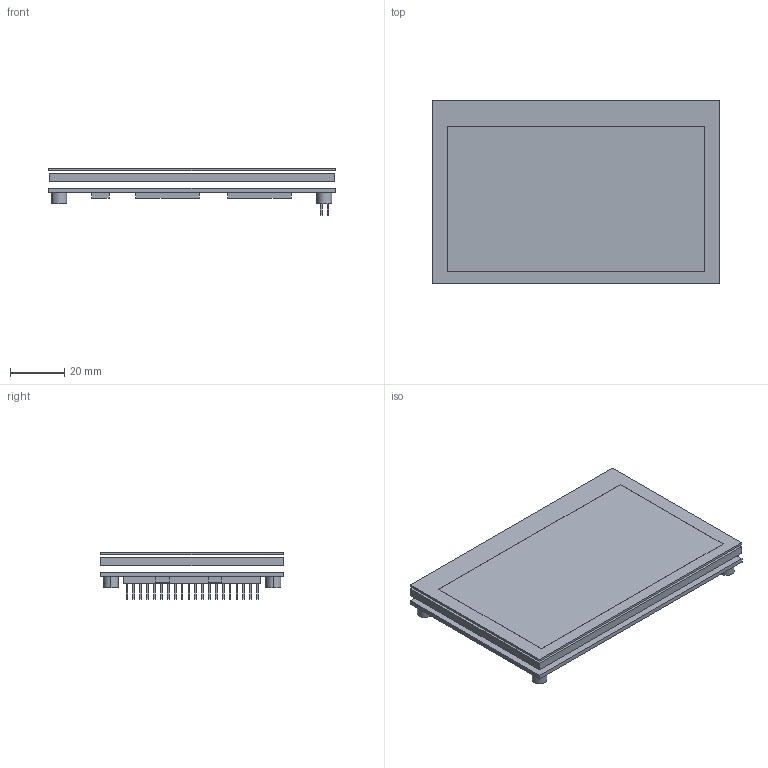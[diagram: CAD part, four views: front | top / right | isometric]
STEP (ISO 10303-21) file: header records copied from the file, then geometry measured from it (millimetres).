
FILE_DESCRIPTION((''),'2;1');
FILE_NAME('1','2020-10-12T',('Administrator'),(''),'PRO/ENGINEER BY PARAMETRIC TECHNOLOGY CORPORATION, 2002350','PRO/ENGINEER BY PARAMETRIC TECHNOLOGY CORPORATION, 2002350','');
FILE_SCHEMA(('CONFIG_CONTROL_DESIGN'));
Length unit declared in the file: millimetre
Products named in the file (1): 1
Bounding box: 106 x 67.9 x 17.2 mm (x, y, z)
Volume: 40061.5 mm3; surface area: 46471.6 mm2
Topology: 3 solids, 3 shells, 267 faces, 624 edges, 416 vertices
Faces by surface type: plane 251, cylinder 16
Entity records: 7524 total; most frequent: CARTESIAN_POINT 1307, ORIENTED_EDGE 1248, DIRECTION 1190, EDGE_CURVE 624, VECTOR 592, LINE 592, VERTEX_POINT 416, EDGE_LOOP 320
